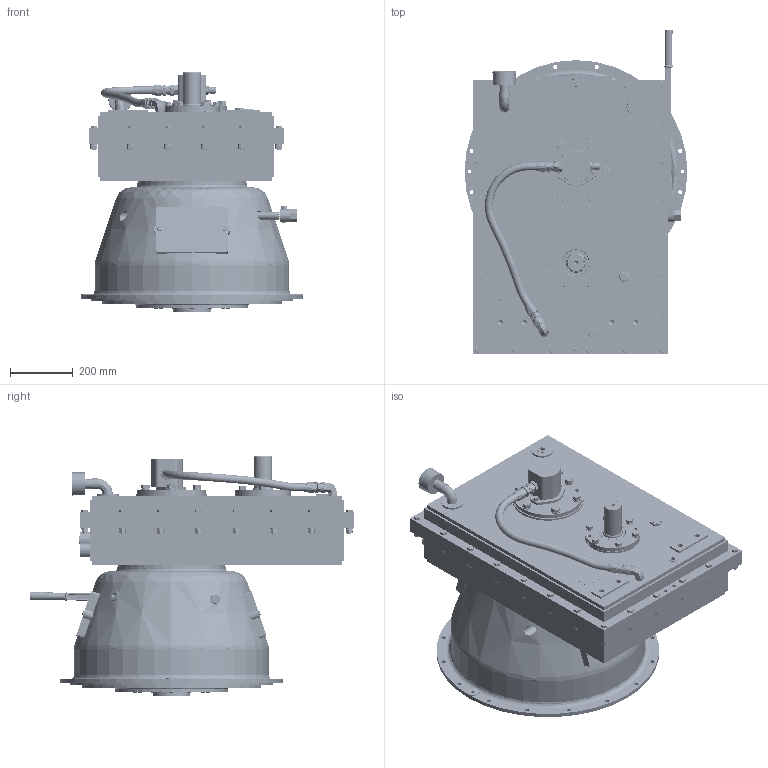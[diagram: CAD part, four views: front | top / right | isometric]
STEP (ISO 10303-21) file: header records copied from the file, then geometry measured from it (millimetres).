
FILE_DESCRIPTION (( 'STEP AP214' ), '1' );
FILE_NAME ('D253E300001.STEP', '2017-09-25T15:39:17', ( 'MikeMihajlovic' ), ( 'Microsoft' ), 'SwSTEP 2.0', 'SolidWorks 2017', '' );
FILE_SCHEMA (( 'AUTOMOTIVE_DESIGN' ));
Length unit declared in the file: inch
Products named in the file (56): HHCSZ_50-13X1_25; HHCSZ.50-13x2.75_HHCSZ.50-13X2.75; D144056; HHCSZ_63-11X1_50; ME12 CTX-S; TW-10; RHSKCS_25-20X_50; HA-12-12-12-14_D253E300001; D253013; CV9_00X6_00; 20621-12-12; D253011; LWZ_50; .75IDX12_D253E300001_OUTPUT; SHCS_25-20X1_00; LWZ_63; STC12-F5OX-S; D144088; OS2_500X3_251-2; STC10-F5OX-S; D253009; D253007; LPPGP505-10CW; D253006; D17-0-SP318; WTD-14-904_stationary; SHCS_25-20X_50; OS4_500X5_501-2; LC318-H0S01_SIMPLIFIED; D204013; D253014; PPSKM_75-14; DWL_50X1_50; SHK22020; DS90081A106; D253001; SHK22007; NP266409-1; SHK22005; SG_75NPT-01 ...
Assembly tree (185 placements, depth 3):
  D253E300001
    D253001
    DWL_50X1_50  x2
    D204013  x2
    SHCS_25-20X_50  x4
    D253006
    D253009
    D144088
    SHCS_25-20X1_00  x2
    D253011
    D253013
    TW-10
    D144056
    RP_25X_87
    SSCP_25-20X_38  x2
    D253002
    SHK22505  x3
    SHK22507  x3
    SHK22520
    SHK22005  x3
    SHK22007  x3
    SHK22020
    D253014
    OS4_500X5_501-2
    D17-0-SP318
    D253007
    OS2_500X3_251-2
    LWZ_63  x12
    LWZ_50  x7
    CV9_00X6_00  x2
    RHSKCS_25-20X_50  x4
    HHCSZ_63-11X1_50  x12
    HHCSZ_50-13X1_25  x6
    STEL1_00NPT90
    AVBF-16
    PPSKG1_00-11_5
    SHCS_63-11X1_75  x6
    PPSKG_75-14
    SG_75NPT-01
    NP266409-1
    DS90081A106  x2
    PPSKM_75-14
    LC318-H0S01_SIMPLIFIED
    WTD-14-904_stationary
    LPPGP505-10CW
    STC10-F5OX-S
    STC12-F5OX-S
    HA-12-12-12-14_D253E300001
      .75IDX12_D253E300001_OUTPUT
      20621-12-12  x2
    ME12 CTX-S
    HHCSZ.50-13x2.75_HHCSZ.50-13X2.75  x24
    LWZ .50_LWZ .50  x24
    HNZ.50-13_HNZ.50-13  x24
    HHCS.38-16X1.00_HHCS.38-16X.75  x2
    LWZ.38_Regular LW 0.375  x2
Bounding box: 711.2 x 1036.51 x 765.73 mm (x, y, z)
Volume: 1799816.7 mm3; surface area: 8068842.3 mm2
Topology: 139 solids, 389 shells, 6754 faces, 18893 edges, 12598 vertices
Faces by surface type: cylinder 2757, plane 2244, cone 1115, bspline 566, torus 72
Full cylindrical faces by diameter (mm): 19.685 x1, 24.663 x1
Entity records: 201367 total; most frequent: CARTESIAN_POINT 92712, DIRECTION 21223, ORIENTED_EDGE 21115, EDGE_CURVE 12285, VERTEX_POINT 8673, AXIS2_PLACEMENT_3D 8093, VECTOR 5037, LINE 5037
